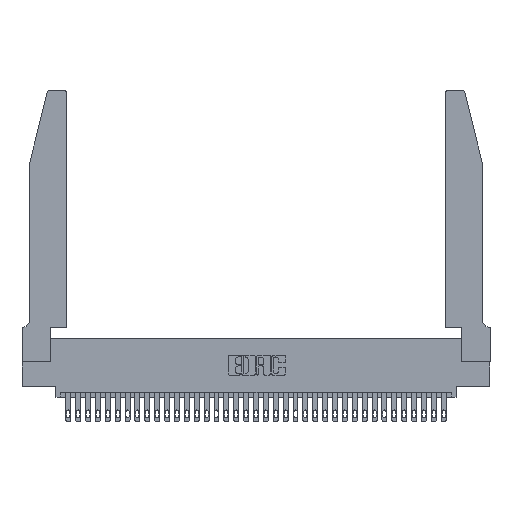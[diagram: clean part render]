
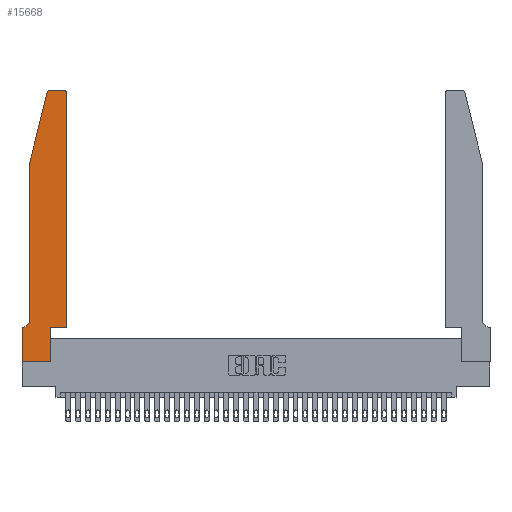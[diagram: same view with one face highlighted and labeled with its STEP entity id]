
A CAD part, top view. The second image highlights one B-rep face of the part: STEP entity #15668.
In plain terms, the highlighted planar face has unit normal (0, 0, 1).
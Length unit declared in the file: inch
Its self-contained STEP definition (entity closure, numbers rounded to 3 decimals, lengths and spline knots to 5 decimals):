
#468 = DIRECTION ( 'NONE',  ( 1., 0., 0. ) ) ;
#566 = CIRCLE ( 'NONE', #27250, 0.03 ) ;
#698 = DIRECTION ( 'NONE',  ( 1., 0., 0. ) ) ;
#746 = EDGE_CURVE ( 'NONE', #33656, #3458, #35059, .T. ) ;
#1155 = CARTESIAN_POINT ( 'NONE',  ( 0.0755, 2., 0.37 ) ) ;
#1296 = LINE ( 'NONE', #18603, #19048 ) ;
#1305 = CARTESIAN_POINT ( 'NONE',  ( 0.0755, 2., 0.37 ) ) ;
#1347 = VERTEX_POINT ( 'NONE', #25619 ) ;
#2379 = CARTESIAN_POINT ( 'NONE',  ( 0.4205, 2.72, 0.37 ) ) ;
#2528 = PLANE ( 'NONE',  #12975 ) ;
#2544 = VERTEX_POINT ( 'NONE', #11377 ) ;
#2739 = EDGE_CURVE ( 'NONE', #13391, #19979, #7665, .T. ) ;
#2786 = CARTESIAN_POINT ( 'NONE',  ( 0.0755, 0.42, 0.37 ) ) ;
#3310 = LINE ( 'NONE', #1155, #5497 ) ;
#3458 = VERTEX_POINT ( 'NONE', #18145 ) ;
#3626 = CARTESIAN_POINT ( 'NONE',  ( 0.25487, 2.72718, 0.37 ) ) ;
#4044 = ORIENTED_EDGE ( 'NONE', *, *, #10890, .T. ) ;
#5161 = CARTESIAN_POINT ( 'NONE',  ( 0.0055, 0.35, 0.37 ) ) ;
#5497 = VECTOR ( 'NONE', #26578, 39.37008 ) ;
#5718 = DIRECTION ( 'NONE',  ( 0., 0., 1. ) ) ;
#6043 = LINE ( 'NONE', #34017, #24232 ) ;
#6821 = DIRECTION ( 'NONE',  ( 0., 0., 1. ) ) ;
#6976 = FACE_OUTER_BOUND ( 'NONE', #25545, .T. ) ;
#7665 = CIRCLE ( 'NONE', #30197, 0.07 ) ;
#7989 = ORIENTED_EDGE ( 'NONE', *, *, #18785, .T. ) ;
#8058 = ORIENTED_EDGE ( 'NONE', *, *, #2739, .T. ) ;
#8270 = EDGE_CURVE ( 'NONE', #3458, #2544, #6043, .T. ) ;
#9772 = VERTEX_POINT ( 'NONE', #17450 ) ;
#9966 = VERTEX_POINT ( 'NONE', #17824 ) ;
#10059 = EDGE_CURVE ( 'NONE', #15719, #16245, #3310, .T. ) ;
#10336 = CARTESIAN_POINT ( 'NONE',  ( 0.4505, 2.72, 0.37 ) ) ;
#10890 = EDGE_CURVE ( 'NONE', #16573, #15719, #20064, .T. ) ;
#11377 = CARTESIAN_POINT ( 'NONE',  ( 0.2865, 0., 0.37 ) ) ;
#12451 = VECTOR ( 'NONE', #29235, 39.37008 ) ;
#12560 = DIRECTION ( 'NONE',  ( 1., 0., 0. ) ) ;
#12975 = AXIS2_PLACEMENT_3D ( 'NONE', #33268, #5718, #468 ) ;
#13230 = EDGE_CURVE ( 'NONE', #16245, #13391, #35675, .T. ) ;
#13391 = VERTEX_POINT ( 'NONE', #2786 ) ;
#13966 = DIRECTION ( 'NONE',  ( 0., 0., -1. ) ) ;
#14482 = CARTESIAN_POINT ( 'NONE',  ( 0.284, 2.75, 0.37 ) ) ;
#15668 = ADVANCED_FACE ( 'NONE', ( #6976 ), #2528, .T. ) ;
#15719 = VERTEX_POINT ( 'NONE', #3626 ) ;
#15893 = ORIENTED_EDGE ( 'NONE', *, *, #31733, .T. ) ;
#16017 = DIRECTION ( 'NONE',  ( 1., 0., 0. ) ) ;
#16054 = LINE ( 'NONE', #31683, #33365 ) ;
#16245 = VERTEX_POINT ( 'NONE', #1305 ) ;
#16573 = VERTEX_POINT ( 'NONE', #14482 ) ;
#17140 = EDGE_CURVE ( 'NONE', #9772, #16573, #32356, .T. ) ;
#17402 = DIRECTION ( 'NONE',  ( 0., 1., 0. ) ) ;
#17450 = CARTESIAN_POINT ( 'NONE',  ( 0.4205, 2.75, 0.37 ) ) ;
#17604 = CARTESIAN_POINT ( 'NONE',  ( 0.4505, 0.35, 0.37 ) ) ;
#17657 = CARTESIAN_POINT ( 'NONE',  ( 0.284, 2.72, 0.37 ) ) ;
#17824 = CARTESIAN_POINT ( 'NONE',  ( 0.2865, 0.35, 0.37 ) ) ;
#17827 = CARTESIAN_POINT ( 'NONE',  ( 0.2865, 0.35, 0.37 ) ) ;
#18145 = CARTESIAN_POINT ( 'NONE',  ( 0., 0., 0.37 ) ) ;
#18165 = EDGE_CURVE ( 'NONE', #19979, #33656, #1296, .T. ) ;
#18567 = VECTOR ( 'NONE', #35416, 39.37008 ) ;
#18603 = CARTESIAN_POINT ( 'NONE',  ( 0.0755, 0.35, 0.37 ) ) ;
#18723 = VERTEX_POINT ( 'NONE', #10336 ) ;
#18785 = EDGE_CURVE ( 'NONE', #9966, #1347, #20252, .T. ) ;
#19041 = CARTESIAN_POINT ( 'NONE',  ( 0.0755, 2., 0.37 ) ) ;
#19048 = VECTOR ( 'NONE', #26476, 39.37008 ) ;
#19198 = ORIENTED_EDGE ( 'NONE', *, *, #13230, .T. ) ;
#19979 = VERTEX_POINT ( 'NONE', #5161 ) ;
#20064 = CIRCLE ( 'NONE', #25331, 0.03 ) ;
#20252 = LINE ( 'NONE', #17604, #34586 ) ;
#20693 = DIRECTION ( 'NONE',  ( 1., 0., 0. ) ) ;
#21854 = ORIENTED_EDGE ( 'NONE', *, *, #24478, .T. ) ;
#23111 = CARTESIAN_POINT ( 'NONE',  ( 0.0055, 0.42, 0.37 ) ) ;
#23227 = DIRECTION ( 'NONE',  ( -1., 0., 0. ) ) ;
#24139 = DIRECTION ( 'NONE',  ( 0., 0., 1. ) ) ;
#24232 = VECTOR ( 'NONE', #20693, 39.37008 ) ;
#24478 = EDGE_CURVE ( 'NONE', #1347, #18723, #16054, .T. ) ;
#25331 = AXIS2_PLACEMENT_3D ( 'NONE', #17657, #6821, #698 ) ;
#25421 = VECTOR ( 'NONE', #28359, 39.37008 ) ;
#25545 = EDGE_LOOP ( 'NONE', ( #34550, #4044, #28239, #19198, #8058, #31447, #32888, #32338, #15893, #7989, #21854, #34584 ) ) ;
#25619 = CARTESIAN_POINT ( 'NONE',  ( 0.4505, 0.35, 0.37 ) ) ;
#26476 = DIRECTION ( 'NONE',  ( -1., 0., 0. ) ) ;
#26578 = DIRECTION ( 'NONE',  ( -0.239, -0.971, 0. ) ) ;
#27065 = CARTESIAN_POINT ( 'NONE',  ( 0., 0., 0.37 ) ) ;
#27250 = AXIS2_PLACEMENT_3D ( 'NONE', #2379, #24139, #16017 ) ;
#27319 = CARTESIAN_POINT ( 'NONE',  ( 0.2605, 2.75, 0.37 ) ) ;
#27754 = DIRECTION ( 'NONE',  ( 0., -1., 0. ) ) ;
#28239 = ORIENTED_EDGE ( 'NONE', *, *, #10059, .T. ) ;
#28359 = DIRECTION ( 'NONE',  ( -1., 0., 0. ) ) ;
#28433 = LINE ( 'NONE', #17827, #12451 ) ;
#29235 = DIRECTION ( 'NONE',  ( 0., 1., 0. ) ) ;
#30197 = AXIS2_PLACEMENT_3D ( 'NONE', #23111, #13966, #23227 ) ;
#31447 = ORIENTED_EDGE ( 'NONE', *, *, #18165, .T. ) ;
#31683 = CARTESIAN_POINT ( 'NONE',  ( 0.4505, 0.35, 0.37 ) ) ;
#31733 = EDGE_CURVE ( 'NONE', #2544, #9966, #28433, .T. ) ;
#32338 = ORIENTED_EDGE ( 'NONE', *, *, #8270, .T. ) ;
#32356 = LINE ( 'NONE', #27319, #25421 ) ;
#32641 = VECTOR ( 'NONE', #27754, 39.37008 ) ;
#32888 = ORIENTED_EDGE ( 'NONE', *, *, #746, .T. ) ;
#33268 = CARTESIAN_POINT ( 'NONE',  ( 0., 0.35, 0.37 ) ) ;
#33365 = VECTOR ( 'NONE', #17402, 39.37008 ) ;
#33374 = EDGE_CURVE ( 'NONE', #18723, #9772, #566, .T. ) ;
#33656 = VERTEX_POINT ( 'NONE', #33755 ) ;
#33755 = CARTESIAN_POINT ( 'NONE',  ( 0., 0.35, 0.37 ) ) ;
#34017 = CARTESIAN_POINT ( 'NONE',  ( 0., 0., 0.37 ) ) ;
#34550 = ORIENTED_EDGE ( 'NONE', *, *, #17140, .T. ) ;
#34584 = ORIENTED_EDGE ( 'NONE', *, *, #33374, .T. ) ;
#34586 = VECTOR ( 'NONE', #12560, 39.37008 ) ;
#35059 = LINE ( 'NONE', #27065, #18567 ) ;
#35416 = DIRECTION ( 'NONE',  ( 0., -1., 0. ) ) ;
#35675 = LINE ( 'NONE', #19041, #32641 ) ;
